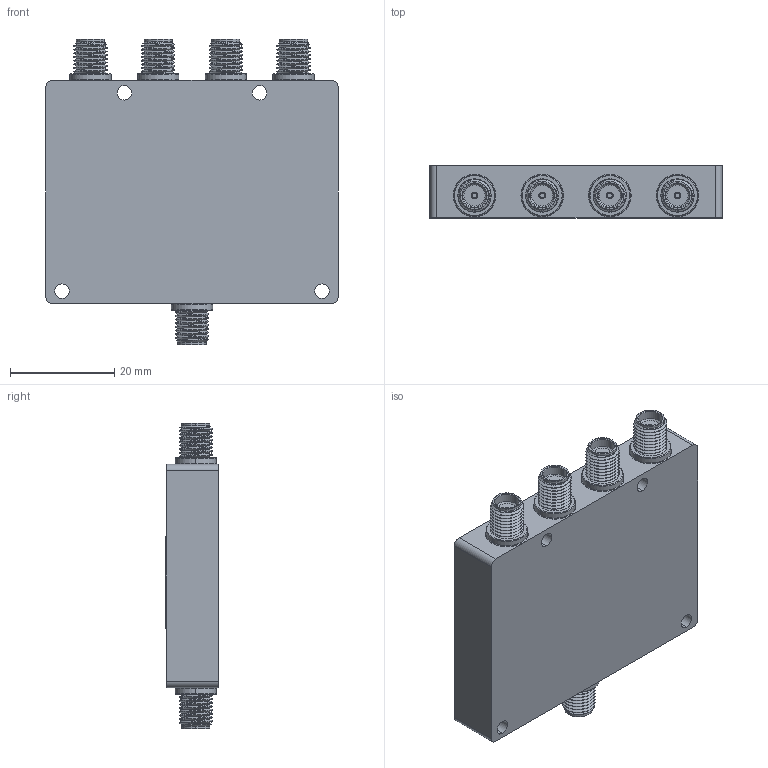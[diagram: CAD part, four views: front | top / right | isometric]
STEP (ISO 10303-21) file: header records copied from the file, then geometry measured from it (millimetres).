
FILE_DESCRIPTION (( 'STEP AP203' ), '1' );
FILE_NAME ('PE20DV015.step', '2019-02-15T01:14:00', ( '' ), ( '' ), 'SwSTEP 2.0', 'SolidWorks 2017', '' );
FILE_SCHEMA (( 'CONFIG_CONTROL_DESIGN' ));
Products named in the file (1): PE20DV015
Bounding box: 56.1 x 10.05 x 58.65 mm (x, y, z)
Volume: 24831.7 mm3; surface area: 8868.6 mm2
Topology: 3 solids, 3 shells, 580 faces, 1504 edges, 986 vertices
Faces by surface type: plane 215, cylinder 176, bspline 134, cone 35, torus 20
Entity records: 30708 total; most frequent: CARTESIAN_POINT 17821, ORIENTED_EDGE 3008, DIRECTION 2122, EDGE_CURVE 1504, VERTEX_POINT 986, VECTOR 784, LINE 784, AXIS2_PLACEMENT_3D 669
